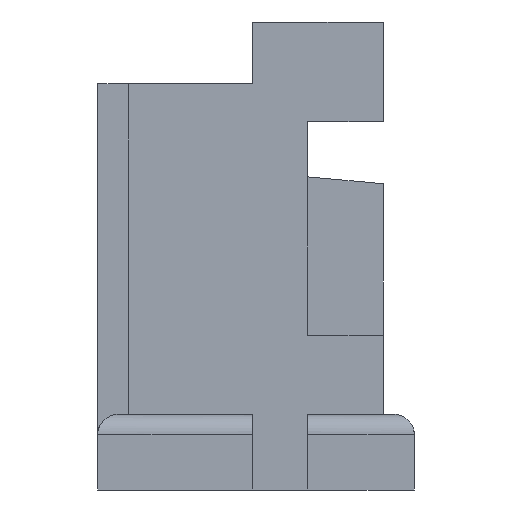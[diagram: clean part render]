
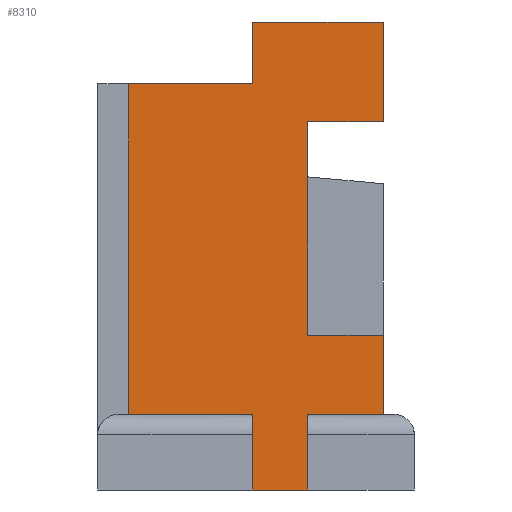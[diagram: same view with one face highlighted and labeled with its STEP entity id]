
A CAD part, left-side view. The second image highlights one B-rep face of the part: STEP entity #8310.
In plain terms, the highlighted planar face has unit normal (-1, 0, 0).
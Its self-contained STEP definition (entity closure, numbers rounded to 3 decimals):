
#4170=CARTESIAN_POINT('',(-9.363,-0.23,0.));
#4180=VERTEX_POINT('',#4170);
#4350=CARTESIAN_POINT('',(-9.363,-2.13,0.));
#4360=VERTEX_POINT('',#4350);
#4390=CARTESIAN_POINT('',(-9.363,0.,0.));
#4400=DIRECTION('',(0.,-1.,0.));
#4410=VECTOR('',#4400,1.);
#4420=LINE('',#4390,#4410);
#4430=EDGE_CURVE('',#4180,#4360,#4420,.T.);
#4530=CARTESIAN_POINT('',(-9.363,0.,-1.45));
#4540=DIRECTION('',(0.,-1.,0.));
#4550=VECTOR('',#4540,1.);
#4560=LINE('',#4530,#4550);
#4570=CARTESIAN_POINT('',(-9.363,-1.03,-1.45));
#4580=VERTEX_POINT('',#4570);
#4590=CARTESIAN_POINT('',(-9.363,-2.13,-1.45));
#4600=VERTEX_POINT('',#4590);
#4610=EDGE_CURVE('',#4580,#4600,#4560,.T.);
#7300=CARTESIAN_POINT('',(-9.363,-0.23,-0.25));
#7310=DIRECTION('',(-1.,-0.,0.));
#7320=DIRECTION('',(0.,0.,-1.));
#7330=AXIS2_PLACEMENT_3D('',#7300,#7310,#7320);
#7340=PLANE('',#7330);
#7350=ORIENTED_EDGE('',*,*,#4610,.T.);
#7360=CARTESIAN_POINT('',(-9.363,-1.03,0.));
#7370=DIRECTION('',(0.,0.,1.));
#7380=VECTOR('',#7370,1.);
#7390=LINE('',#7360,#7380);
#7400=CARTESIAN_POINT('',(-9.363,-1.03,-4.55));
#7410=VERTEX_POINT('',#7400);
#7420=EDGE_CURVE('',#7410,#4580,#7390,.T.);
#7430=ORIENTED_EDGE('',*,*,#7420,.T.);
#7440=CARTESIAN_POINT('',(-9.363,0.,-4.55));
#7450=DIRECTION('',(0.,1.,0.));
#7460=VECTOR('',#7450,1.);
#7470=LINE('',#7440,#7460);
#7480=CARTESIAN_POINT('',(-9.363,-2.13,-4.55));
#7490=VERTEX_POINT('',#7480);
#7500=EDGE_CURVE('',#7490,#7410,#7470,.T.);
#7510=ORIENTED_EDGE('',*,*,#7500,.T.);
#7520=CARTESIAN_POINT('',(-9.363,-2.13,0.));
#7530=DIRECTION('',(0.,0.,-1.));
#7540=VECTOR('',#7530,1.);
#7550=LINE('',#7520,#7540);
#7560=CARTESIAN_POINT('',(-9.363,-2.13,-5.7));
#7570=VERTEX_POINT('',#7560);
#7580=EDGE_CURVE('',#7490,#7570,#7550,.T.);
#7590=ORIENTED_EDGE('',*,*,#7580,.F.);
#7600=CARTESIAN_POINT('',(-9.363,0.,-5.7));
#7610=DIRECTION('',(0.,1.,0.));
#7620=VECTOR('',#7610,1.);
#7630=LINE('',#7600,#7620);
#7640=CARTESIAN_POINT('',(-9.363,-1.03,-5.7));
#7650=VERTEX_POINT('',#7640);
#7660=EDGE_CURVE('',#7570,#7650,#7630,.T.);
#7670=ORIENTED_EDGE('',*,*,#7660,.F.);
#7680=CARTESIAN_POINT('',(-9.363,-1.03,0.));
#7690=DIRECTION('',(0.,0.,1.));
#7700=VECTOR('',#7690,1.);
#7710=LINE('',#7680,#7700);
#7720=CARTESIAN_POINT('',(-9.363,-1.03,-6.8));
#7730=VERTEX_POINT('',#7720);
#7740=EDGE_CURVE('',#7730,#7650,#7710,.T.);
#7750=ORIENTED_EDGE('',*,*,#7740,.T.);
#7760=CARTESIAN_POINT('',(-9.363,0.,-6.8));
#7770=DIRECTION('',(0.,1.,0.));
#7780=VECTOR('',#7770,1.);
#7790=LINE('',#7760,#7780);
#7800=CARTESIAN_POINT('',(-9.363,-0.23,-6.8));
#7810=VERTEX_POINT('',#7800);
#7820=EDGE_CURVE('',#7730,#7810,#7790,.T.);
#7830=ORIENTED_EDGE('',*,*,#7820,.F.);
#7840=CARTESIAN_POINT('',(-9.363,-0.23,0.));
#7850=DIRECTION('',(0.,0.,-1.));
#7860=VECTOR('',#7850,1.);
#7870=LINE('',#7840,#7860);
#7880=CARTESIAN_POINT('',(-9.363,-0.23,-5.7));
#7890=VERTEX_POINT('',#7880);
#7900=EDGE_CURVE('',#7890,#7810,#7870,.T.);
#7910=ORIENTED_EDGE('',*,*,#7900,.T.);
#7920=CARTESIAN_POINT('',(-9.363,0.,-5.7));
#7930=DIRECTION('',(0.,1.,0.));
#7940=VECTOR('',#7930,1.);
#7950=LINE('',#7920,#7940);
#7960=CARTESIAN_POINT('',(-9.363,1.57,-5.7));
#7970=VERTEX_POINT('',#7960);
#7980=EDGE_CURVE('',#7890,#7970,#7950,.T.);
#7990=ORIENTED_EDGE('',*,*,#7980,.F.);
#8000=CARTESIAN_POINT('',(-9.363,1.57,-1.15));
#8010=DIRECTION('',(0.,0.,1.));
#8020=VECTOR('',#8010,1.);
#8030=LINE('',#8000,#8020);
#8040=CARTESIAN_POINT('',(-9.363,1.57,-0.9));
#8050=VERTEX_POINT('',#8040);
#8060=EDGE_CURVE('',#7970,#8050,#8030,.T.);
#8070=ORIENTED_EDGE('',*,*,#8060,.F.);
#8080=CARTESIAN_POINT('',(-9.363,0.,-0.9));
#8090=DIRECTION('',(0.,1.,0.));
#8100=VECTOR('',#8090,1.);
#8110=LINE('',#8080,#8100);
#8120=CARTESIAN_POINT('',(-9.363,-0.23,-0.9));
#8130=VERTEX_POINT('',#8120);
#8140=EDGE_CURVE('',#8130,#8050,#8110,.T.);
#8150=ORIENTED_EDGE('',*,*,#8140,.T.);
#8160=CARTESIAN_POINT('',(-9.363,-0.23,0.));
#8170=DIRECTION('',(0.,0.,1.));
#8180=VECTOR('',#8170,1.);
#8190=LINE('',#8160,#8180);
#8200=EDGE_CURVE('',#8130,#4180,#8190,.T.);
#8210=ORIENTED_EDGE('',*,*,#8200,.F.);
#8220=ORIENTED_EDGE('',*,*,#4430,.F.);
#8230=CARTESIAN_POINT('',(-9.363,-2.13,0.));
#8240=DIRECTION('',(0.,0.,-1.));
#8250=VECTOR('',#8240,1.);
#8260=LINE('',#8230,#8250);
#8270=EDGE_CURVE('',#4360,#4600,#8260,.T.);
#8280=ORIENTED_EDGE('',*,*,#8270,.F.);
#8290=EDGE_LOOP('',(#8280,#8220,#8210,#8150,#8070,#7990,#7910,#7830,
#7750,#7670,#7590,#7510,#7430,#7350));
#8300=FACE_OUTER_BOUND('',#8290,.T.);
#8310=ADVANCED_FACE('',(#8300),#7340,.T.);
